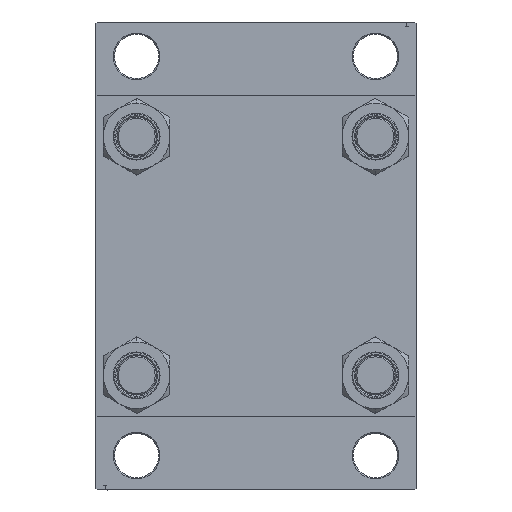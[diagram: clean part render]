
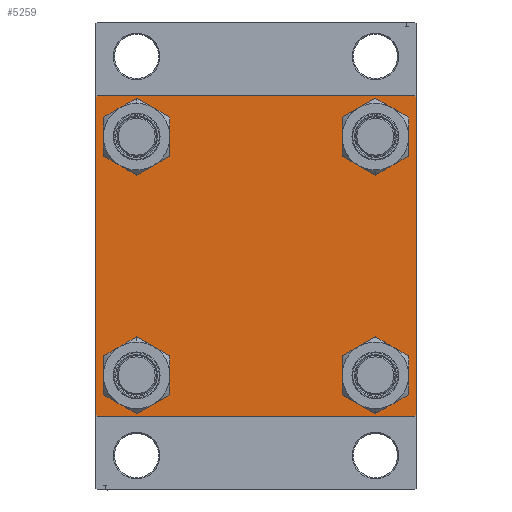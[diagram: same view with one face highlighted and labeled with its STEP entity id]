
A CAD part, left-side view. The second image highlights one B-rep face of the part: STEP entity #5259.
In plain terms, the highlighted planar face has unit normal (-1, 0, 0).
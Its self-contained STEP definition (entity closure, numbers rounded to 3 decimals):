
#135 = VECTOR ( 'NONE', #1896, 1000. ) ;
#189 = PLANE ( 'NONE',  #29518 ) ;
#390 = VERTEX_POINT ( 'NONE', #3452 ) ;
#532 = VERTEX_POINT ( 'NONE', #43727 ) ;
#670 = FACE_BOUND ( 'NONE', #3555, .T. ) ;
#1084 = DIRECTION ( 'NONE',  ( 0., 0., 1. ) ) ;
#1138 = EDGE_CURVE ( 'NONE', #17402, #44171, #47188, .T. ) ;
#1690 = ORIENTED_EDGE ( 'NONE', *, *, #1138, .T. ) ;
#1896 = DIRECTION ( 'NONE',  ( 0., -0.707, 0.707 ) ) ;
#2159 = EDGE_CURVE ( 'NONE', #2165, #15815, #27204, .T. ) ;
#2165 = VERTEX_POINT ( 'NONE', #9376 ) ;
#2192 = CIRCLE ( 'NONE', #36863, 8.5 ) ;
#2290 = AXIS2_PLACEMENT_3D ( 'NONE', #18298, #36859, #39753 ) ;
#2358 = EDGE_LOOP ( 'NONE', ( #10611, #40021 ) ) ;
#3452 = CARTESIAN_POINT ( 'NONE',  ( 0., 64.5, -65. ) ) ;
#3555 = EDGE_LOOP ( 'NONE', ( #27629, #14188 ) ) ;
#3637 = EDGE_CURVE ( 'NONE', #35190, #44286, #34816, .T. ) ;
#3797 = LINE ( 'NONE', #14886, #9723 ) ;
#3842 = CARTESIAN_POINT ( 'NONE',  ( 0., 48.45, -39.95 ) ) ;
#3944 = DIRECTION ( 'NONE',  ( 0., 0., 1. ) ) ;
#4054 = DIRECTION ( 'NONE',  ( 0., 0., 1. ) ) ;
#4748 = AXIS2_PLACEMENT_3D ( 'NONE', #33349, #11184, #3944 ) ;
#5259 = ADVANCED_FACE ( 'NONE', ( #10569, #25266, #45253, #670, #33691 ), #189, .T. ) ;
#5445 = AXIS2_PLACEMENT_3D ( 'NONE', #23369, #34451, #12527 ) ;
#6457 = CARTESIAN_POINT ( 'NONE',  ( 0., -48.45, -48.45 ) ) ;
#7884 = DIRECTION ( 'NONE',  ( 0., 0., 1. ) ) ;
#8120 = CARTESIAN_POINT ( 'NONE',  ( 0., 48.45, -48.45 ) ) ;
#8127 = VERTEX_POINT ( 'NONE', #36739 ) ;
#8130 = DIRECTION ( 'NONE',  ( 0., -1., 0. ) ) ;
#8372 = DIRECTION ( 'NONE',  ( -1., 0., 0. ) ) ;
#8512 = VERTEX_POINT ( 'NONE', #29680 ) ;
#9139 = CARTESIAN_POINT ( 'NONE',  ( 0., -64.75, -64.75 ) ) ;
#9376 = CARTESIAN_POINT ( 'NONE',  ( 0., -64.5, -65. ) ) ;
#9723 = VECTOR ( 'NONE', #8130, 1000. ) ;
#10122 = EDGE_CURVE ( 'NONE', #14116, #30967, #16535, .T. ) ;
#10526 = VERTEX_POINT ( 'NONE', #15429 ) ;
#10569 = FACE_BOUND ( 'NONE', #14855, .T. ) ;
#10611 = ORIENTED_EDGE ( 'NONE', *, *, #41720, .T. ) ;
#10915 = LINE ( 'NONE', #35745, #33748 ) ;
#11184 = DIRECTION ( 'NONE',  ( 1., 0., 0. ) ) ;
#11369 = ORIENTED_EDGE ( 'NONE', *, *, #40861, .T. ) ;
#11494 = CARTESIAN_POINT ( 'NONE',  ( 0., -48.45, 56.95 ) ) ;
#12527 = DIRECTION ( 'NONE',  ( 0., 0., 1. ) ) ;
#12751 = CARTESIAN_POINT ( 'NONE',  ( 0., 48.45, 48.45 ) ) ;
#13058 = EDGE_CURVE ( 'NONE', #8127, #8512, #17766, .T. ) ;
#13232 = DIRECTION ( 'NONE',  ( 0., 0., 1. ) ) ;
#13784 = ORIENTED_EDGE ( 'NONE', *, *, #42708, .T. ) ;
#14116 = VERTEX_POINT ( 'NONE', #35840 ) ;
#14164 = CARTESIAN_POINT ( 'NONE',  ( 0., -65., 64.5 ) ) ;
#14168 = DIRECTION ( 'NONE',  ( 0., 0., 1. ) ) ;
#14188 = ORIENTED_EDGE ( 'NONE', *, *, #13058, .T. ) ;
#14855 = EDGE_LOOP ( 'NONE', ( #1690, #39025 ) ) ;
#14886 = CARTESIAN_POINT ( 'NONE',  ( 0., 65., -65. ) ) ;
#14897 = DIRECTION ( 'NONE',  ( 0., -1., 0. ) ) ;
#15429 = CARTESIAN_POINT ( 'NONE',  ( 0., 65., -64.5 ) ) ;
#15544 = DIRECTION ( 'NONE',  ( 1., 0., 0. ) ) ;
#15815 = VERTEX_POINT ( 'NONE', #43180 ) ;
#16457 = CARTESIAN_POINT ( 'NONE',  ( 0., 64.75, -64.75 ) ) ;
#16535 = CIRCLE ( 'NONE', #22706, 8.5 ) ;
#16945 = CARTESIAN_POINT ( 'NONE',  ( 0., 65., 65. ) ) ;
#17292 = DIRECTION ( 'NONE',  ( 0., 0., 1. ) ) ;
#17402 = VERTEX_POINT ( 'NONE', #11494 ) ;
#17766 = CIRCLE ( 'NONE', #5445, 8.5 ) ;
#17780 = DIRECTION ( 'NONE',  ( 1., 0., 0. ) ) ;
#18298 = CARTESIAN_POINT ( 'NONE',  ( 0., -48.45, 48.45 ) ) ;
#18818 = DIRECTION ( 'NONE',  ( 0., 0.707, 0.707 ) ) ;
#19383 = ORIENTED_EDGE ( 'NONE', *, *, #26584, .T. ) ;
#19791 = ORIENTED_EDGE ( 'NONE', *, *, #3637, .T. ) ;
#20877 = EDGE_LOOP ( 'NONE', ( #19791, #13784 ) ) ;
#21441 = CARTESIAN_POINT ( 'NONE',  ( 0., -48.45, 39.95 ) ) ;
#22123 = LINE ( 'NONE', #33216, #23365 ) ;
#22419 = CIRCLE ( 'NONE', #2290, 8.5 ) ;
#22706 = AXIS2_PLACEMENT_3D ( 'NONE', #8120, #40908, #7884 ) ;
#23365 = VECTOR ( 'NONE', #14897, 1000. ) ;
#23369 = CARTESIAN_POINT ( 'NONE',  ( 0., 48.45, 48.45 ) ) ;
#23922 = VERTEX_POINT ( 'NONE', #33743 ) ;
#24039 = EDGE_CURVE ( 'NONE', #532, #33837, #22123, .T. ) ;
#24648 = DIRECTION ( 'NONE',  ( 0., 0., -1. ) ) ;
#24893 = ORIENTED_EDGE ( 'NONE', *, *, #25570, .T. ) ;
#25222 = EDGE_LOOP ( 'NONE', ( #19383, #24893, #46330, #43936, #42245, #25601, #34437, #11369 ) ) ;
#25266 = FACE_BOUND ( 'NONE', #20877, .T. ) ;
#25570 = EDGE_CURVE ( 'NONE', #10526, #390, #27544, .T. ) ;
#25601 = ORIENTED_EDGE ( 'NONE', *, *, #34587, .T. ) ;
#26213 = CARTESIAN_POINT ( 'NONE',  ( 0., 0., 0. ) ) ;
#26584 = EDGE_CURVE ( 'NONE', #23922, #10526, #45886, .T. ) ;
#26733 = CARTESIAN_POINT ( 'NONE',  ( 0., -64.5, 65. ) ) ;
#27204 = LINE ( 'NONE', #9139, #135 ) ;
#27544 = LINE ( 'NONE', #16457, #41141 ) ;
#27629 = ORIENTED_EDGE ( 'NONE', *, *, #37167, .T. ) ;
#28313 = CIRCLE ( 'NONE', #29838, 8.5 ) ;
#28613 = DIRECTION ( 'NONE',  ( 1., 0., 0. ) ) ;
#29479 = EDGE_CURVE ( 'NONE', #390, #2165, #3797, .T. ) ;
#29518 = AXIS2_PLACEMENT_3D ( 'NONE', #26213, #8372, #4054 ) ;
#29680 = CARTESIAN_POINT ( 'NONE',  ( 0., 48.45, 56.95 ) ) ;
#29838 = AXIS2_PLACEMENT_3D ( 'NONE', #12751, #34673, #13232 ) ;
#30485 = CARTESIAN_POINT ( 'NONE',  ( 0., -48.45, -48.45 ) ) ;
#30796 = VECTOR ( 'NONE', #45280, 1000. ) ;
#30967 = VERTEX_POINT ( 'NONE', #3842 ) ;
#33035 = AXIS2_PLACEMENT_3D ( 'NONE', #6457, #17780, #14168 ) ;
#33216 = CARTESIAN_POINT ( 'NONE',  ( 0., 65., 65. ) ) ;
#33349 = CARTESIAN_POINT ( 'NONE',  ( 0., -48.45, 48.45 ) ) ;
#33691 = FACE_OUTER_BOUND ( 'NONE', #25222, .T. ) ;
#33743 = CARTESIAN_POINT ( 'NONE',  ( 0., 65., 64.5 ) ) ;
#33748 = VECTOR ( 'NONE', #24648, 1000. ) ;
#33837 = VERTEX_POINT ( 'NONE', #26733 ) ;
#34437 = ORIENTED_EDGE ( 'NONE', *, *, #24039, .F. ) ;
#34451 = DIRECTION ( 'NONE',  ( 1., 0., 0. ) ) ;
#34587 = EDGE_CURVE ( 'NONE', #44637, #33837, #37134, .T. ) ;
#34673 = DIRECTION ( 'NONE',  ( 1., 0., 0. ) ) ;
#34779 = DIRECTION ( 'NONE',  ( 0., -0.707, -0.707 ) ) ;
#34816 = CIRCLE ( 'NONE', #36376, 8.5 ) ;
#35190 = VERTEX_POINT ( 'NONE', #36221 ) ;
#35745 = CARTESIAN_POINT ( 'NONE',  ( 0., -65., 65. ) ) ;
#35760 = VECTOR ( 'NONE', #42745, 1000. ) ;
#35840 = CARTESIAN_POINT ( 'NONE',  ( 0., 48.45, -56.95 ) ) ;
#35856 = CARTESIAN_POINT ( 'NONE',  ( 0., 48.45, -48.45 ) ) ;
#36094 = CIRCLE ( 'NONE', #33035, 8.5 ) ;
#36221 = CARTESIAN_POINT ( 'NONE',  ( 0., -48.45, -39.95 ) ) ;
#36376 = AXIS2_PLACEMENT_3D ( 'NONE', #30485, #15544, #1084 ) ;
#36739 = CARTESIAN_POINT ( 'NONE',  ( 0., 48.45, 39.95 ) ) ;
#36859 = DIRECTION ( 'NONE',  ( 1., 0., 0. ) ) ;
#36863 = AXIS2_PLACEMENT_3D ( 'NONE', #35856, #28613, #17292 ) ;
#37134 = LINE ( 'NONE', #37606, #37445 ) ;
#37167 = EDGE_CURVE ( 'NONE', #8512, #8127, #28313, .T. ) ;
#37445 = VECTOR ( 'NONE', #18818, 1000. ) ;
#37606 = CARTESIAN_POINT ( 'NONE',  ( 0., -64.75, 64.75 ) ) ;
#39025 = ORIENTED_EDGE ( 'NONE', *, *, #47678, .T. ) ;
#39753 = DIRECTION ( 'NONE',  ( 0., 0., 1. ) ) ;
#40021 = ORIENTED_EDGE ( 'NONE', *, *, #10122, .T. ) ;
#40861 = EDGE_CURVE ( 'NONE', #532, #23922, #42607, .T. ) ;
#40908 = DIRECTION ( 'NONE',  ( 1., 0., 0. ) ) ;
#41141 = VECTOR ( 'NONE', #34779, 1000. ) ;
#41720 = EDGE_CURVE ( 'NONE', #30967, #14116, #2192, .T. ) ;
#42245 = ORIENTED_EDGE ( 'NONE', *, *, #44908, .F. ) ;
#42607 = LINE ( 'NONE', #46225, #30796 ) ;
#42708 = EDGE_CURVE ( 'NONE', #44286, #35190, #36094, .T. ) ;
#42745 = DIRECTION ( 'NONE',  ( 0., 0., -1. ) ) ;
#43180 = CARTESIAN_POINT ( 'NONE',  ( 0., -65., -64.5 ) ) ;
#43396 = CARTESIAN_POINT ( 'NONE',  ( 0., -48.45, -56.95 ) ) ;
#43727 = CARTESIAN_POINT ( 'NONE',  ( 0., 64.5, 65. ) ) ;
#43936 = ORIENTED_EDGE ( 'NONE', *, *, #2159, .T. ) ;
#44171 = VERTEX_POINT ( 'NONE', #21441 ) ;
#44286 = VERTEX_POINT ( 'NONE', #43396 ) ;
#44637 = VERTEX_POINT ( 'NONE', #14164 ) ;
#44908 = EDGE_CURVE ( 'NONE', #44637, #15815, #10915, .T. ) ;
#45253 = FACE_BOUND ( 'NONE', #2358, .T. ) ;
#45280 = DIRECTION ( 'NONE',  ( 0., 0.707, -0.707 ) ) ;
#45886 = LINE ( 'NONE', #16945, #35760 ) ;
#46225 = CARTESIAN_POINT ( 'NONE',  ( 0., 64.75, 64.75 ) ) ;
#46330 = ORIENTED_EDGE ( 'NONE', *, *, #29479, .T. ) ;
#47188 = CIRCLE ( 'NONE', #4748, 8.5 ) ;
#47678 = EDGE_CURVE ( 'NONE', #44171, #17402, #22419, .T. ) ;
